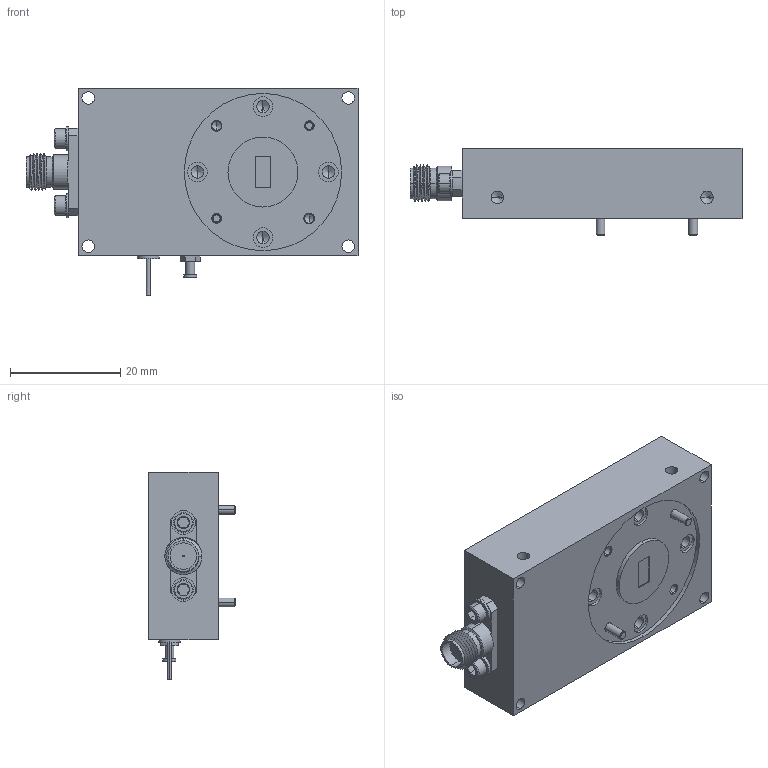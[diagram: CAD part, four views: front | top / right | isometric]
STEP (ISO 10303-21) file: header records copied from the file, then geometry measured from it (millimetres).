
FILE_DESCRIPTION (( 'STEP AP203' ), '1' );
FILE_NAME ('SFA-333503420-22SF-S1.STEP', '2019-02-02T01:28:47', ( '' ), ( '' ), 'SwSTEP 2.0', 'SolidWorks 2016', '' );
FILE_SCHEMA (( 'CONFIG_CONTROL_DESIGN' ));
Length unit declared in the file: inch
Products named in the file (1): SFA-333503420-22SF-S1
Bounding box: 60.33 x 15.81 x 37.72 mm (x, y, z)
Volume: 19190.7 mm3; surface area: 10462.3 mm2
Topology: 16 solids, 16 shells, 652 faces, 1664 edges, 1049 vertices
Faces by surface type: cylinder 312, plane 172, cone 146, bspline 22
Entity records: 27227 total; most frequent: CARTESIAN_POINT 12625, ORIENTED_EDGE 3240, DIRECTION 2832, EDGE_CURVE 1620, AXIS2_PLACEMENT_3D 1086, VERTEX_POINT 1049, EDGE_LOOP 725, LINE 660
